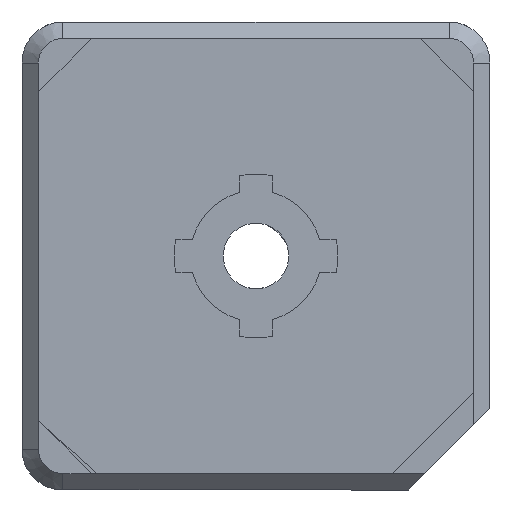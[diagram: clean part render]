
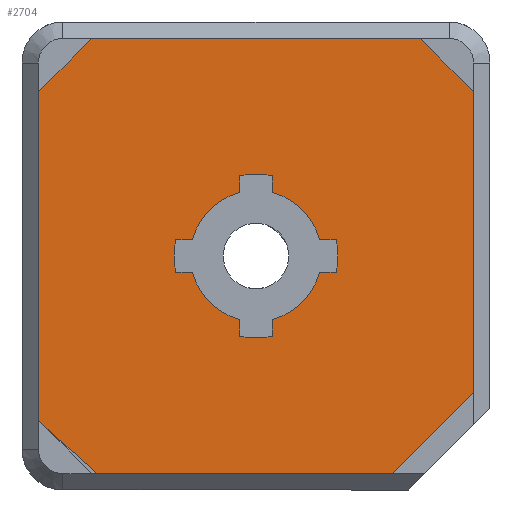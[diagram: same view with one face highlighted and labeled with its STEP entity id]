
A CAD part, front view. The second image highlights one B-rep face of the part: STEP entity #2704.
In plain terms, the highlighted planar face has unit normal (0, -1, 0).
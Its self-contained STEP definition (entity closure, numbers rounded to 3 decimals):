
#135=FACE_BOUND('',#501,.T.);
#196=CIRCLE('',#2988,4.);
#198=CIRCLE('',#2992,5.);
#200=CIRCLE('',#2996,4.);
#202=CIRCLE('',#3000,5.);
#204=CIRCLE('',#3004,4.);
#206=CIRCLE('',#3008,5.);
#208=CIRCLE('',#3012,4.);
#210=CIRCLE('',#3016,5.);
#336=FACE_OUTER_BOUND('',#500,.T.);
#500=EDGE_LOOP('',(#2316,#2317,#2318,#2319,#2320,#2321,#2322,#2323));
#501=EDGE_LOOP('',(#2324,#2325,#2326,#2327,#2328,#2329,#2330,#2331,#2332,
#2333,#2334,#2335,#2336,#2337,#2338,#2339));
#706=LINE('',#4349,#997);
#710=LINE('',#4361,#1001);
#714=LINE('',#4373,#1005);
#718=LINE('',#4385,#1009);
#722=LINE('',#4397,#1013);
#726=LINE('',#4409,#1017);
#730=LINE('',#4421,#1021);
#733=LINE('',#4430,#1024);
#734=LINE('',#4434,#1025);
#738=LINE('',#4442,#1029);
#741=LINE('',#4448,#1032);
#744=LINE('',#4454,#1035);
#747=LINE('',#4460,#1038);
#750=LINE('',#4466,#1041);
#753=LINE('',#4472,#1044);
#756=LINE('',#4477,#1047);
#997=VECTOR('',#3570,10.);
#1001=VECTOR('',#3582,10.);
#1005=VECTOR('',#3594,10.);
#1009=VECTOR('',#3606,10.);
#1013=VECTOR('',#3618,10.);
#1017=VECTOR('',#3630,10.);
#1021=VECTOR('',#3642,10.);
#1024=VECTOR('',#3653,10.);
#1025=VECTOR('',#3656,10.);
#1029=VECTOR('',#3662,10.);
#1032=VECTOR('',#3667,10.);
#1035=VECTOR('',#3672,10.);
#1038=VECTOR('',#3677,10.);
#1041=VECTOR('',#3682,10.);
#1044=VECTOR('',#3687,10.);
#1047=VECTOR('',#3692,10.);
#1268=VERTEX_POINT('',#4339);
#1269=VERTEX_POINT('',#4341);
#1271=VERTEX_POINT('',#4347);
#1273=VERTEX_POINT('',#4353);
#1275=VERTEX_POINT('',#4359);
#1277=VERTEX_POINT('',#4365);
#1279=VERTEX_POINT('',#4371);
#1281=VERTEX_POINT('',#4377);
#1283=VERTEX_POINT('',#4383);
#1285=VERTEX_POINT('',#4389);
#1287=VERTEX_POINT('',#4395);
#1289=VERTEX_POINT('',#4401);
#1291=VERTEX_POINT('',#4407);
#1293=VERTEX_POINT('',#4413);
#1295=VERTEX_POINT('',#4419);
#1297=VERTEX_POINT('',#4425);
#1298=VERTEX_POINT('',#4432);
#1299=VERTEX_POINT('',#4433);
#1302=VERTEX_POINT('',#4441);
#1304=VERTEX_POINT('',#4447);
#1306=VERTEX_POINT('',#4453);
#1308=VERTEX_POINT('',#4459);
#1310=VERTEX_POINT('',#4465);
#1312=VERTEX_POINT('',#4471);
#1593=EDGE_CURVE('',#1269,#1268,#196,.T.);
#1597=EDGE_CURVE('',#1268,#1271,#706,.T.);
#1600=EDGE_CURVE('',#1271,#1273,#198,.T.);
#1603=EDGE_CURVE('',#1273,#1275,#710,.T.);
#1606=EDGE_CURVE('',#1275,#1277,#200,.T.);
#1609=EDGE_CURVE('',#1277,#1279,#714,.T.);
#1612=EDGE_CURVE('',#1279,#1281,#202,.T.);
#1615=EDGE_CURVE('',#1281,#1283,#718,.T.);
#1618=EDGE_CURVE('',#1283,#1285,#204,.T.);
#1621=EDGE_CURVE('',#1285,#1287,#722,.T.);
#1624=EDGE_CURVE('',#1287,#1289,#206,.T.);
#1627=EDGE_CURVE('',#1289,#1291,#726,.T.);
#1630=EDGE_CURVE('',#1291,#1293,#208,.T.);
#1633=EDGE_CURVE('',#1293,#1295,#730,.T.);
#1636=EDGE_CURVE('',#1295,#1297,#210,.T.);
#1638=EDGE_CURVE('',#1297,#1269,#733,.T.);
#1639=EDGE_CURVE('',#1298,#1299,#734,.T.);
#1643=EDGE_CURVE('',#1302,#1298,#738,.T.);
#1646=EDGE_CURVE('',#1304,#1302,#741,.T.);
#1649=EDGE_CURVE('',#1306,#1304,#744,.T.);
#1652=EDGE_CURVE('',#1308,#1306,#747,.T.);
#1655=EDGE_CURVE('',#1310,#1308,#750,.T.);
#1658=EDGE_CURVE('',#1312,#1310,#753,.T.);
#1661=EDGE_CURVE('',#1299,#1312,#756,.T.);
#2316=ORIENTED_EDGE('',*,*,#1661,.F.);
#2317=ORIENTED_EDGE('',*,*,#1639,.F.);
#2318=ORIENTED_EDGE('',*,*,#1643,.F.);
#2319=ORIENTED_EDGE('',*,*,#1646,.F.);
#2320=ORIENTED_EDGE('',*,*,#1649,.F.);
#2321=ORIENTED_EDGE('',*,*,#1652,.F.);
#2322=ORIENTED_EDGE('',*,*,#1655,.F.);
#2323=ORIENTED_EDGE('',*,*,#1658,.F.);
#2324=ORIENTED_EDGE('',*,*,#1593,.T.);
#2325=ORIENTED_EDGE('',*,*,#1597,.T.);
#2326=ORIENTED_EDGE('',*,*,#1600,.T.);
#2327=ORIENTED_EDGE('',*,*,#1603,.T.);
#2328=ORIENTED_EDGE('',*,*,#1606,.T.);
#2329=ORIENTED_EDGE('',*,*,#1609,.T.);
#2330=ORIENTED_EDGE('',*,*,#1612,.T.);
#2331=ORIENTED_EDGE('',*,*,#1615,.T.);
#2332=ORIENTED_EDGE('',*,*,#1618,.T.);
#2333=ORIENTED_EDGE('',*,*,#1621,.T.);
#2334=ORIENTED_EDGE('',*,*,#1624,.T.);
#2335=ORIENTED_EDGE('',*,*,#1627,.T.);
#2336=ORIENTED_EDGE('',*,*,#1630,.T.);
#2337=ORIENTED_EDGE('',*,*,#1633,.T.);
#2338=ORIENTED_EDGE('',*,*,#1636,.T.);
#2339=ORIENTED_EDGE('',*,*,#1638,.T.);
#2562=PLANE('',#3027);
#2704=ADVANCED_FACE('',(#336,#135),#2562,.T.);
#2988=AXIS2_PLACEMENT_3D('',#4342,#3563,#3564);
#2992=AXIS2_PLACEMENT_3D('',#4355,#3576,#3577);
#2996=AXIS2_PLACEMENT_3D('',#4367,#3588,#3589);
#3000=AXIS2_PLACEMENT_3D('',#4379,#3600,#3601);
#3004=AXIS2_PLACEMENT_3D('',#4391,#3612,#3613);
#3008=AXIS2_PLACEMENT_3D('',#4403,#3624,#3625);
#3012=AXIS2_PLACEMENT_3D('',#4415,#3636,#3637);
#3016=AXIS2_PLACEMENT_3D('',#4427,#3648,#3649);
#3027=AXIS2_PLACEMENT_3D('',#4480,#3696,#3697);
#3563=DIRECTION('center_axis',(0.,1.,0.));
#3564=DIRECTION('ref_axis',(-0.25,0.,-0.968));
#3570=DIRECTION('',(-1.,0.,0.));
#3576=DIRECTION('center_axis',(0.,1.,0.));
#3577=DIRECTION('ref_axis',(-0.98,0.,-0.2));
#3582=DIRECTION('',(1.,0.,0.));
#3588=DIRECTION('center_axis',(0.,1.,0.));
#3589=DIRECTION('ref_axis',(-0.968,0.,0.25));
#3594=DIRECTION('',(0.,0.,1.));
#3600=DIRECTION('center_axis',(0.,1.,0.));
#3601=DIRECTION('ref_axis',(-0.2,0.,0.98));
#3606=DIRECTION('',(0.,0.,-1.));
#3612=DIRECTION('center_axis',(0.,1.,0.));
#3613=DIRECTION('ref_axis',(0.25,0.,0.968));
#3618=DIRECTION('',(1.,0.,0.));
#3624=DIRECTION('center_axis',(0.,1.,0.));
#3625=DIRECTION('ref_axis',(0.98,0.,0.2));
#3630=DIRECTION('',(-1.,0.,0.));
#3636=DIRECTION('center_axis',(0.,1.,0.));
#3637=DIRECTION('ref_axis',(0.968,0.,-0.25));
#3642=DIRECTION('',(0.,0.,-1.));
#3648=DIRECTION('center_axis',(0.,1.,0.));
#3649=DIRECTION('ref_axis',(0.2,0.,-0.98));
#3653=DIRECTION('',(0.,0.,1.));
#3656=DIRECTION('',(-1.,0.,0.));
#3662=DIRECTION('',(-0.707,0.,-0.707));
#3667=DIRECTION('',(0.,0.,-1.));
#3672=DIRECTION('',(0.738,0.,-0.675));
#3677=DIRECTION('',(1.,0.,0.));
#3682=DIRECTION('',(0.707,0.,0.707));
#3687=DIRECTION('',(0.,0.,1.));
#3692=DIRECTION('',(-0.707,0.,0.707));
#3696=DIRECTION('center_axis',(0.,-1.,0.));
#3697=DIRECTION('ref_axis',(0.,0.,-1.));
#4339=CARTESIAN_POINT('',(-3.873,0.,-1.));
#4341=CARTESIAN_POINT('',(-1.,0.,-3.873));
#4342=CARTESIAN_POINT('Origin',(0.,0.,0.));
#4347=CARTESIAN_POINT('',(-4.899,0.,-1.));
#4349=CARTESIAN_POINT('',(-2.371,0.,-1.));
#4353=CARTESIAN_POINT('',(-4.899,0.,1.));
#4355=CARTESIAN_POINT('Origin',(0.,0.,0.));
#4359=CARTESIAN_POINT('',(-3.873,0.,1.));
#4361=CARTESIAN_POINT('',(-1.858,0.,1.));
#4365=CARTESIAN_POINT('',(-1.,0.,3.873));
#4367=CARTESIAN_POINT('Origin',(0.,0.,0.));
#4371=CARTESIAN_POINT('',(-1.,0.,4.899));
#4373=CARTESIAN_POINT('',(-1.,0.,2.357));
#4377=CARTESIAN_POINT('',(1.,0.,4.899));
#4379=CARTESIAN_POINT('Origin',(0.,0.,0.));
#4383=CARTESIAN_POINT('',(1.,0.,3.873));
#4385=CARTESIAN_POINT('',(1.,0.,1.844));
#4389=CARTESIAN_POINT('',(3.873,0.,1.));
#4391=CARTESIAN_POINT('Origin',(0.,0.,0.));
#4395=CARTESIAN_POINT('',(4.899,0.,1.));
#4397=CARTESIAN_POINT('',(2.528,0.,1.));
#4401=CARTESIAN_POINT('',(4.899,0.,-1.));
#4403=CARTESIAN_POINT('Origin',(0.,0.,0.));
#4407=CARTESIAN_POINT('',(3.873,0.,-1.));
#4409=CARTESIAN_POINT('',(2.015,0.,-1.));
#4413=CARTESIAN_POINT('',(1.,0.,-3.873));
#4415=CARTESIAN_POINT('Origin',(0.,0.,0.));
#4419=CARTESIAN_POINT('',(1.,0.,-4.899));
#4421=CARTESIAN_POINT('',(1.,0.,-2.542));
#4425=CARTESIAN_POINT('',(-1.,0.,-4.899));
#4427=CARTESIAN_POINT('Origin',(0.,0.,0.));
#4430=CARTESIAN_POINT('',(-1.,0.,-2.029));
#4432=CARTESIAN_POINT('',(10.05,0.,-13.25));
#4433=CARTESIAN_POINT('',(-10.05,0.,-13.25));
#4434=CARTESIAN_POINT('',(10.05,0.,-13.25));
#4441=CARTESIAN_POINT('',(13.25,0.,-10.05));
#4442=CARTESIAN_POINT('',(13.25,0.,-10.05));
#4447=CARTESIAN_POINT('',(13.25,0.,10.05));
#4448=CARTESIAN_POINT('',(13.25,0.,10.05));
#4453=CARTESIAN_POINT('',(9.75,0.,13.25));
#4454=CARTESIAN_POINT('',(9.75,0.,13.25));
#4459=CARTESIAN_POINT('',(-8.3,0.,13.25));
#4460=CARTESIAN_POINT('',(-8.3,0.,13.25));
#4465=CARTESIAN_POINT('',(-13.25,0.,8.3));
#4466=CARTESIAN_POINT('',(-13.25,0.,8.3));
#4471=CARTESIAN_POINT('',(-13.25,0.,-10.05));
#4472=CARTESIAN_POINT('',(-13.25,0.,-10.05));
#4477=CARTESIAN_POINT('',(-10.05,0.,-13.25));
#4480=CARTESIAN_POINT('Origin',(0.158,0.,-0.185));
